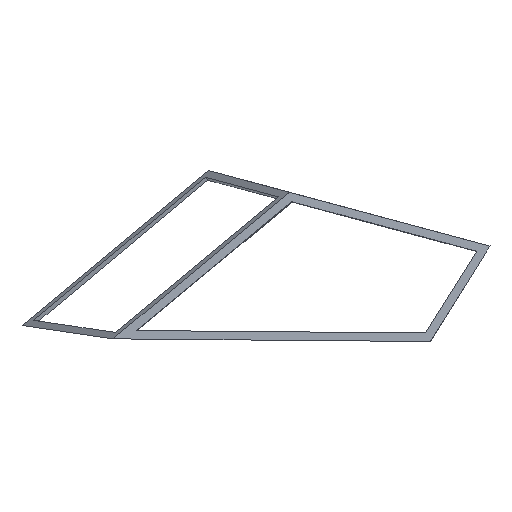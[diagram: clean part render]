
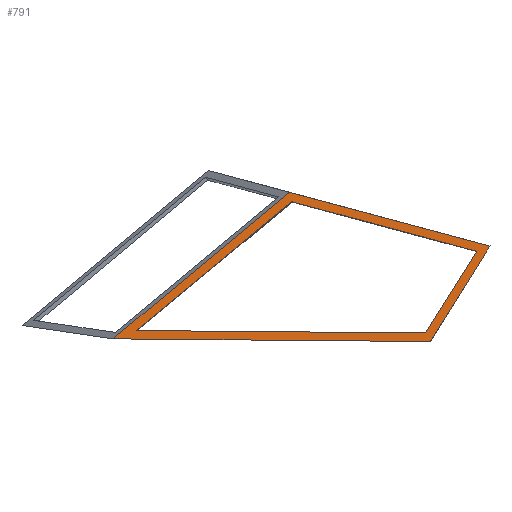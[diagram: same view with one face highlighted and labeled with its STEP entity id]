
A CAD part, left-side view. The second image highlights one B-rep face of the part: STEP entity #791.
In plain terms, the highlighted free-form (B-spline) face has degree [1, 1] with [2, 2] control points.
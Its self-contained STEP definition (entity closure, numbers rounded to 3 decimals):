
#31 = VERTEX_POINT('',#32);
#32 = CARTESIAN_POINT('',(-852.919,-933.988,
    38.134));
#37 = EDGE_CURVE('',#38,#31,#40,.T.);
#38 = VERTEX_POINT('',#39);
#39 = CARTESIAN_POINT('',(-834.922,-1162.114,
    403.136));
#40 = B_SPLINE_CURVE_WITH_KNOTS('',1,(#41,#42),.UNSPECIFIED.,.F.,.F.,(2,
    2),(-856.558,-405.327),.PIECEWISE_BEZIER_KNOTS.);
#41 = CARTESIAN_POINT('',(-834.922,-1162.114,
    403.136));
#42 = CARTESIAN_POINT('',(-852.919,-933.988,
    38.134));
#65 = EDGE_CURVE('',#66,#38,#68,.T.);
#66 = VERTEX_POINT('',#67);
#67 = CARTESIAN_POINT('',(-727.576,-336.108,
    624.464));
#68 = B_SPLINE_CURVE_WITH_KNOTS('',1,(#69,#70),.UNSPECIFIED.,.F.,.F.,(2,
    2),(-126.292,776.431),.PIECEWISE_BEZIER_KNOTS.);
#69 = CARTESIAN_POINT('',(-727.576,-336.108,
    624.464));
#70 = CARTESIAN_POINT('',(-834.922,-1162.114,
    403.136));
#93 = EDGE_CURVE('',#94,#66,#96,.T.);
#94 = VERTEX_POINT('',#95);
#95 = CARTESIAN_POINT('',(-722.409,358.946,
    49.01));
#96 = B_SPLINE_CURVE_WITH_KNOTS('',1,(#97,#98),.UNSPECIFIED.,.F.,.F.,(2,
    2),(-408.424,536.735),.PIECEWISE_BEZIER_KNOTS.);
#97 = CARTESIAN_POINT('',(-722.409,358.946,
    49.01));
#98 = CARTESIAN_POINT('',(-727.576,-336.108,
    624.464));
#119 = EDGE_CURVE('',#31,#94,#120,.T.);
#120 = B_SPLINE_CURVE_WITH_KNOTS('',1,(#121,#122),.UNSPECIFIED.,.F.,.F.,
  (2,2),(-1422.992,-61.821),.PIECEWISE_BEZIER_KNOTS.);
#121 = CARTESIAN_POINT('',(-852.919,-933.988,
    38.134));
#122 = CARTESIAN_POINT('',(-722.409,358.946,
    49.01));
#639 = VERTEX_POINT('',#640);
#640 = CARTESIAN_POINT('',(-722.029,-327.324,
    666.223));
#645 = EDGE_CURVE('',#646,#639,#648,.T.);
#646 = VERTEX_POINT('',#647);
#647 = CARTESIAN_POINT('',(-838.22,-1221.391,
    426.659));
#648 = B_SPLINE_CURVE_WITH_KNOTS('',1,(#649,#650),.UNSPECIFIED.,.F.,.F.,
  (2,2),(-913.96,63.145),.PIECEWISE_BEZIER_KNOTS.);
#649 = CARTESIAN_POINT('',(-838.22,-1221.391,
    426.659));
#650 = CARTESIAN_POINT('',(-722.029,-327.324,
    666.223));
#668 = VERTEX_POINT('',#669);
#669 = CARTESIAN_POINT('',(-859.257,-954.73,0.));
#674 = EDGE_CURVE('',#675,#668,#677,.T.);
#675 = VERTEX_POINT('',#676);
#676 = CARTESIAN_POINT('',(-716.154,462.961,11.925
    ));
#677 = B_SPLINE_CURVE_WITH_KNOTS('',1,(#678,#679),.UNSPECIFIED.,.F.,.F.,
  (2,2),(256.112,1748.623),.PIECEWISE_BEZIER_KNOTS.);
#678 = CARTESIAN_POINT('',(-716.154,462.961,11.925
    ));
#679 = CARTESIAN_POINT('',(-859.257,-954.73,
    0.));
#774 = EDGE_CURVE('',#675,#639,#775,.T.);
#775 = B_SPLINE_CURVE_WITH_KNOTS('',1,(#776,#777),.UNSPECIFIED.,.F.,.F.,
  (2,2),(19.587,1094.244),.PIECEWISE_BEZIER_KNOTS.);
#776 = CARTESIAN_POINT('',(-716.154,462.961,11.925
    ));
#777 = CARTESIAN_POINT('',(-722.029,-327.324,
    666.223));
#791 = ADVANCED_FACE('',(#792,#802),#808,.T.);
#792 = FACE_BOUND('',#793,.T.);
#793 = EDGE_LOOP('',(#794,#795,#800,#801));
#794 = ORIENTED_EDGE('',*,*,#674,.T.);
#795 = ORIENTED_EDGE('',*,*,#796,.T.);
#796 = EDGE_CURVE('',#668,#646,#797,.T.);
#797 = B_SPLINE_CURVE_WITH_KNOTS('',1,(#798,#799),.UNSPECIFIED.,.F.,.F.,
  (2,2),(0.,527.454),.PIECEWISE_BEZIER_KNOTS.);
#798 = CARTESIAN_POINT('',(-859.257,-954.73,0.));
#799 = CARTESIAN_POINT('',(-838.22,-1221.391,
    426.659));
#800 = ORIENTED_EDGE('',*,*,#645,.T.);
#801 = ORIENTED_EDGE('',*,*,#774,.F.);
#802 = FACE_BOUND('',#803,.T.);
#803 = EDGE_LOOP('',(#804,#805,#806,#807));
#804 = ORIENTED_EDGE('',*,*,#93,.T.);
#805 = ORIENTED_EDGE('',*,*,#65,.T.);
#806 = ORIENTED_EDGE('',*,*,#37,.T.);
#807 = ORIENTED_EDGE('',*,*,#119,.T.);
#808 = B_SPLINE_SURFACE_WITH_KNOTS('',1,1,(
    (#809,#810)
    ,(#811,#812
    )),.UNSPECIFIED.,.F.,.F.,.F.,(2,2),(2,2),(-16.667,
    692.797),(-1788.071,-15.161),
  .PIECEWISE_BEZIER_KNOTS.);
#809 = CARTESIAN_POINT('',(-885.594,-1221.391,
    2.945));
#810 = CARTESIAN_POINT('',(-719.238,462.961,
    -15.655));
#811 = CARTESIAN_POINT('',(-810.332,-1221.391,
    676.096));
#812 = CARTESIAN_POINT('',(-643.976,462.961,
    657.497));
